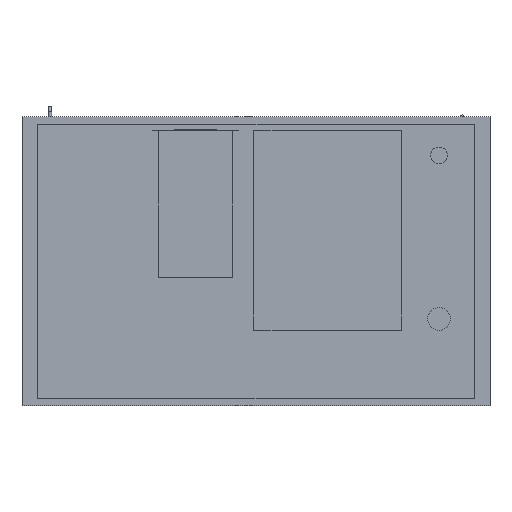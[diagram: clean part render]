
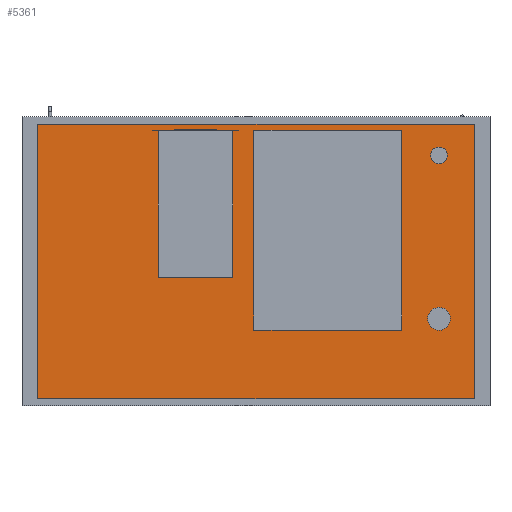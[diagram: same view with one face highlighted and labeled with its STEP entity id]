
A CAD part, front view. The second image highlights one B-rep face of the part: STEP entity #5361.
In plain terms, the highlighted planar face has unit normal (0, -1, 0).
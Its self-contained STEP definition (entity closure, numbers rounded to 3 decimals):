
#261=FACE_BOUND('',#619,.T.);
#284=FACE_OUTER_BOUND('',#618,.T.);
#618=EDGE_LOOP('',(#3594,#3595,#3596,#3597));
#619=EDGE_LOOP('',(#3598,#3599,#3600,#3601));
#944=LINE('',#7748,#1596);
#948=LINE('',#7756,#1600);
#951=LINE('',#7762,#1603);
#954=LINE('',#7767,#1606);
#968=LINE('',#7798,#1620);
#972=LINE('',#7806,#1624);
#975=LINE('',#7812,#1627);
#978=LINE('',#7817,#1630);
#1596=VECTOR('',#6192,10.);
#1600=VECTOR('',#6198,10.);
#1603=VECTOR('',#6203,10.);
#1606=VECTOR('',#6208,10.);
#1620=VECTOR('',#6236,10.);
#1624=VECTOR('',#6242,10.);
#1627=VECTOR('',#6247,10.);
#1630=VECTOR('',#6252,10.);
#2248=VERTEX_POINT('',#7746);
#2249=VERTEX_POINT('',#7747);
#2252=VERTEX_POINT('',#7755);
#2254=VERTEX_POINT('',#7761);
#2264=VERTEX_POINT('',#7796);
#2265=VERTEX_POINT('',#7797);
#2268=VERTEX_POINT('',#7805);
#2270=VERTEX_POINT('',#7811);
#2760=EDGE_CURVE('',#2248,#2249,#944,.T.);
#2764=EDGE_CURVE('',#2249,#2252,#948,.T.);
#2767=EDGE_CURVE('',#2252,#2254,#951,.T.);
#2770=EDGE_CURVE('',#2254,#2248,#954,.T.);
#2784=EDGE_CURVE('',#2264,#2265,#968,.T.);
#2788=EDGE_CURVE('',#2268,#2264,#972,.T.);
#2791=EDGE_CURVE('',#2270,#2268,#975,.T.);
#2794=EDGE_CURVE('',#2265,#2270,#978,.T.);
#3594=ORIENTED_EDGE('',*,*,#2794,.F.);
#3595=ORIENTED_EDGE('',*,*,#2784,.F.);
#3596=ORIENTED_EDGE('',*,*,#2788,.F.);
#3597=ORIENTED_EDGE('',*,*,#2791,.F.);
#3598=ORIENTED_EDGE('',*,*,#2760,.T.);
#3599=ORIENTED_EDGE('',*,*,#2764,.T.);
#3600=ORIENTED_EDGE('',*,*,#2767,.T.);
#3601=ORIENTED_EDGE('',*,*,#2770,.T.);
#5085=PLANE('',#5752);
#5361=ADVANCED_FACE('',(#284,#261),#5085,.F.);
#5752=AXIS2_PLACEMENT_3D('',#7820,#6256,#6257);
#6192=DIRECTION('',(1.,0.,0.));
#6198=DIRECTION('',(0.,0.,-1.));
#6203=DIRECTION('',(-1.,0.,0.));
#6208=DIRECTION('',(0.,0.,1.));
#6236=DIRECTION('',(0.,0.,1.));
#6242=DIRECTION('',(-1.,0.,0.));
#6247=DIRECTION('',(0.,0.,-1.));
#6252=DIRECTION('',(1.,0.,0.));
#6256=DIRECTION('center_axis',(0.,1.,0.));
#6257=DIRECTION('ref_axis',(0.,0.,1.));
#7746=CARTESIAN_POINT('',(-235.,0.,314.));
#7747=CARTESIAN_POINT('',(-56.,0.,314.));
#7748=CARTESIAN_POINT('',(-28.,0.,314.));
#7755=CARTESIAN_POINT('',(-56.,0.,-38.));
#7756=CARTESIAN_POINT('',(-56.,0.,-19.));
#7761=CARTESIAN_POINT('',(-235.,0.,-38.));
#7762=CARTESIAN_POINT('',(-117.5,0.,-38.));
#7767=CARTESIAN_POINT('',(-235.,0.,157.));
#7796=CARTESIAN_POINT('',(-525.,0.,-330.));
#7797=CARTESIAN_POINT('',(-525.,0.,330.));
#7798=CARTESIAN_POINT('',(-525.,0.,-330.));
#7805=CARTESIAN_POINT('',(525.,0.,-330.));
#7806=CARTESIAN_POINT('',(525.,0.,-330.));
#7811=CARTESIAN_POINT('',(525.,0.,330.));
#7812=CARTESIAN_POINT('',(525.,0.,330.));
#7817=CARTESIAN_POINT('',(-525.,0.,330.));
#7820=CARTESIAN_POINT('Origin',(0.,0.,0.));
